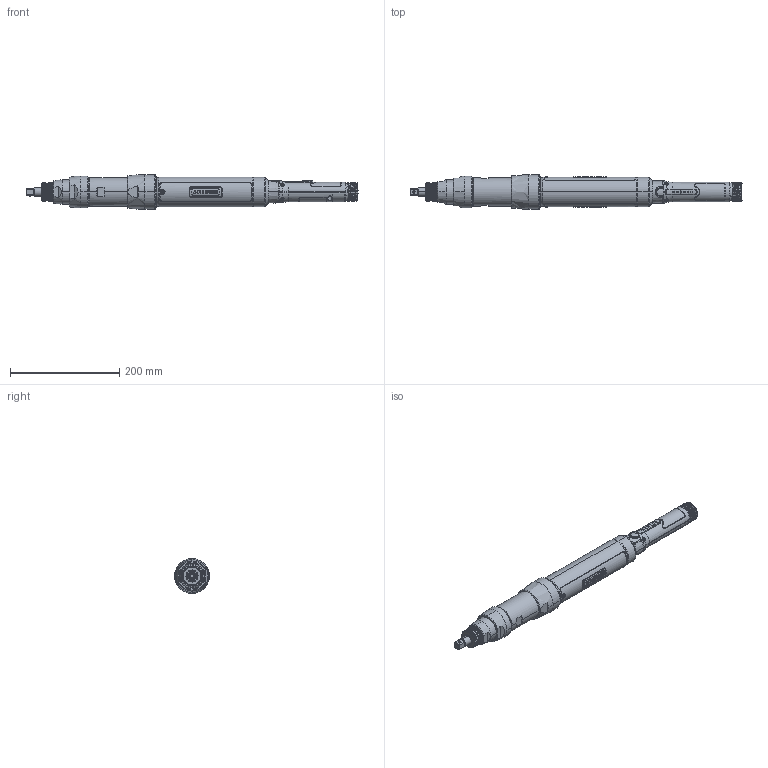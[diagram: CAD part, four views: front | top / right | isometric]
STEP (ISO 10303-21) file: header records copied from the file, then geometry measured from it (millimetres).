
FILE_DESCRIPTION((''),'2;1');
FILE_NAME('EB55LB1-100','2015-08-10T',('EJF1116'),(''),'PRO/ENGINEER BY PARAMETRIC TECHNOLOGY CORPORATION, 2010430','PRO/ENGINEER BY PARAMETRIC TECHNOLOGY CORPORATION, 2010430','');
FILE_SCHEMA(('CONFIG_CONTROL_DESIGN'));
Products named in the file (1): EB55LB1-100
Bounding box: 607.35 x 63.44 x 63.44 mm (x, y, z)
Surface area: 157033.9 mm2 (no closed solid volume)
Topology: 0 solids, 181 shells, 1088 faces, 5096 edges, 4053 vertices
Faces by surface type: cylinder 396, plane 304, bspline 206, cone 85, torus 58, extrusion 37, sphere 2
Entity records: 76414 total; most frequent: CARTESIAN_POINT 41444, ORIENTED_EDGE 6760, DIRECTION 5675, EDGE_CURVE 5094, VERTEX_POINT 4053, B_SPLINE_CURVE_WITH_KNOTS 2293, AXIS2_PLACEMENT_3D 1955, VECTOR 1765
